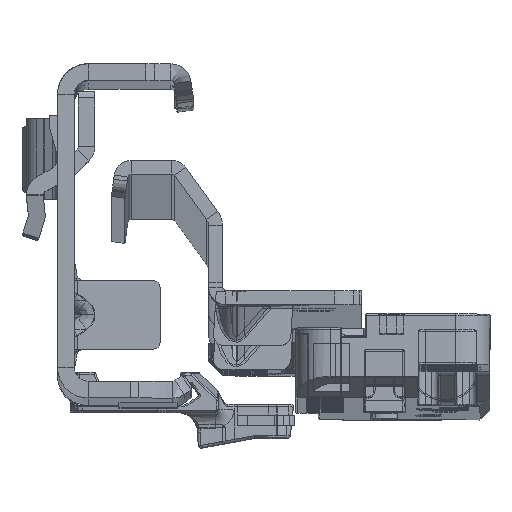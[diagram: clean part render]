
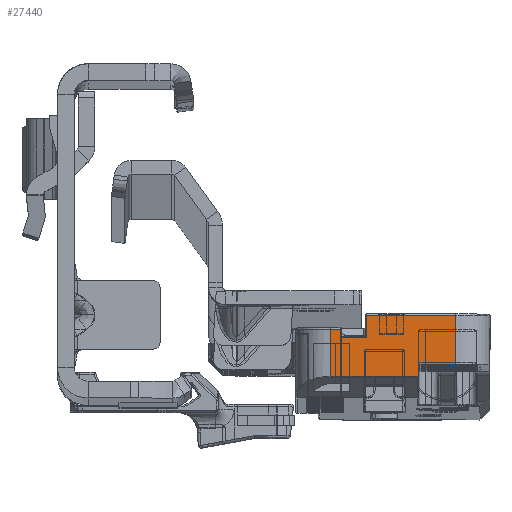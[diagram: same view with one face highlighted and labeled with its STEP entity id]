
A CAD part, top view. The second image highlights one B-rep face of the part: STEP entity #27440.
In plain terms, the highlighted face is planar.
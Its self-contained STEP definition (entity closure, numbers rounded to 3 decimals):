
#3310 = CARTESIAN_POINT ( 'NONE',  ( -8.3, -5., -284.5 ) ) ;
#7163 = LINE ( 'NONE', #38630, #69734 ) ;
#7654 = AXIS2_PLACEMENT_3D ( 'NONE', #100148, #19070, #58375 ) ;
#9434 = EDGE_LOOP ( 'NONE', ( #40318, #121342, #119944, #19472, #24008, #35985, #27994, #116284, #94689, #57912, #78389, #28433 ) ) ;
#10462 = CARTESIAN_POINT ( 'NONE',  ( -0.7, 2.1, -284.5 ) ) ;
#15989 = VECTOR ( 'NONE', #94403, 1000. ) ;
#17800 = CARTESIAN_POINT ( 'NONE',  ( 19.8, -1.15, -284.5 ) ) ;
#19004 = EDGE_CURVE ( 'NONE', #53205, #72416, #59305, .T. ) ;
#19070 = DIRECTION ( 'NONE',  ( 0., 0., 1. ) ) ;
#19472 = ORIENTED_EDGE ( 'NONE', *, *, #53073, .F. ) ;
#19587 = EDGE_CURVE ( 'NONE', #47695, #42192, #72233, .T. ) ;
#20063 = CARTESIAN_POINT ( 'NONE',  ( -8.5, -5., -284.5 ) ) ;
#20895 = CARTESIAN_POINT ( 'NONE',  ( 4.6, -242.444, -284.5 ) ) ;
#21365 = DIRECTION ( 'NONE',  ( 1., 0., 0. ) ) ;
#24008 = ORIENTED_EDGE ( 'NONE', *, *, #63166, .T. ) ;
#25790 = VECTOR ( 'NONE', #25839, 1000. ) ;
#25839 = DIRECTION ( 'NONE',  ( 1., 0., 0. ) ) ;
#27370 = CARTESIAN_POINT ( 'NONE',  ( 4.6, -6.785, -284.5 ) ) ;
#27440 = ADVANCED_FACE ( 'NONE', ( #119443 ), #31277, .F. ) ;
#27994 = ORIENTED_EDGE ( 'NONE', *, *, #78826, .F. ) ;
#28433 = ORIENTED_EDGE ( 'NONE', *, *, #63247, .T. ) ;
#31277 = PLANE ( 'NONE',  #7654 ) ;
#34955 = LINE ( 'NONE', #74241, #35362 ) ;
#35362 = VECTOR ( 'NONE', #44002, 1000. ) ;
#35985 = ORIENTED_EDGE ( 'NONE', *, *, #80797, .T. ) ;
#37102 = VERTEX_POINT ( 'NONE', #109859 ) ;
#38499 = EDGE_CURVE ( 'NONE', #37102, #79695, #125592, .T. ) ;
#38630 = CARTESIAN_POINT ( 'NONE',  ( -8.3, -6.785, -284.5 ) ) ;
#40318 = ORIENTED_EDGE ( 'NONE', *, *, #127389, .T. ) ;
#41225 = CARTESIAN_POINT ( 'NONE',  ( -8.3, -6.669, -284.5 ) ) ;
#42192 = VERTEX_POINT ( 'NONE', #20063 ) ;
#43331 = EDGE_CURVE ( 'NONE', #53205, #42192, #91507, .T. ) ;
#44002 = DIRECTION ( 'NONE',  ( 0., -1., 0. ) ) ;
#44021 = CARTESIAN_POINT ( 'NONE',  ( -13.7, -5., -284.5 ) ) ;
#45521 = CARTESIAN_POINT ( 'NONE',  ( -8.3, -6.669, -284.5 ) ) ;
#46339 = CARTESIAN_POINT ( 'NONE',  ( 3.15, -1.15, -284.5 ) ) ;
#47695 = VERTEX_POINT ( 'NONE', #64558 ) ;
#49769 = LINE ( 'NONE', #10462, #100964 ) ;
#50910 = CARTESIAN_POINT ( 'NONE',  ( -0.75, -0.9, -284.5 ) ) ;
#52450 = DIRECTION ( 'NONE',  ( 0., 1., 0. ) ) ;
#53073 = EDGE_CURVE ( 'NONE', #117659, #79695, #80114, .T. ) ;
#53205 = VERTEX_POINT ( 'NONE', #44021 ) ;
#54032 = CARTESIAN_POINT ( 'NONE',  ( 4.6, 0.1, -284.5 ) ) ;
#55036 = CARTESIAN_POINT ( 'NONE',  ( -0.75, 2.1, -284.5 ) ) ;
#55859 = LINE ( 'NONE', #17800, #92035 ) ;
#56747 = CARTESIAN_POINT ( 'NONE',  ( 4.6, 0.1, -284.5 ) ) ;
#57912 = ORIENTED_EDGE ( 'NONE', *, *, #19004, .T. ) ;
#58289 = CARTESIAN_POINT ( 'NONE',  ( -0.75, -1.15, -284.5 ) ) ;
#58375 = DIRECTION ( 'NONE',  ( 1., 0., 0. ) ) ;
#59305 = LINE ( 'NONE', #88901, #102639 ) ;
#59462 = CARTESIAN_POINT ( 'NONE',  ( 3.15, 0.1, -284.5 ) ) ;
#59918 = LINE ( 'NONE', #50910, #63596 ) ;
#62478 = CARTESIAN_POINT ( 'NONE',  ( -8.291, -6.749, -284.5 ) ) ;
#63166 = EDGE_CURVE ( 'NONE', #117659, #69521, #7163, .T. ) ;
#63247 = EDGE_CURVE ( 'NONE', #110398, #124013, #59918, .T. ) ;
#63596 = VECTOR ( 'NONE', #79195, 1000. ) ;
#63720 = VECTOR ( 'NONE', #21365, 1000. ) ;
#64558 = CARTESIAN_POINT ( 'NONE',  ( -8.3, -5.2, -284.5 ) ) ;
#69521 = VERTEX_POINT ( 'NONE', #104561 ) ;
#69734 = VECTOR ( 'NONE', #114609, 1000. ) ;
#72233 = CIRCLE ( 'NONE', #117373, 0.2 ) ;
#72416 = VERTEX_POINT ( 'NONE', #96618 ) ;
#74241 = CARTESIAN_POINT ( 'NONE',  ( -8.3, 0., -284.5 ) ) ;
#75771 = DIRECTION ( 'NONE',  ( 1., 0., 0. ) ) ;
#78389 = ORIENTED_EDGE ( 'NONE', *, *, #96346, .T. ) ;
#78826 = EDGE_CURVE ( 'NONE', #47695, #90931, #34955, .T. ) ;
#79195 = DIRECTION ( 'NONE',  ( 0., -1., 0. ) ) ;
#79695 = VERTEX_POINT ( 'NONE', #54032 ) ;
#80114 = LINE ( 'NONE', #20895, #81702 ) ;
#80797 = EDGE_CURVE ( 'NONE', #69521, #90931, #89926, .T. ) ;
#81702 = VECTOR ( 'NONE', #52450, 1000. ) ;
#82973 = VERTEX_POINT ( 'NONE', #46339 ) ;
#84637 = CARTESIAN_POINT ( 'NONE',  ( -8.5, -5.2, -284.5 ) ) ;
#88901 = CARTESIAN_POINT ( 'NONE',  ( -13.7, 2., -284.5 ) ) ;
#89926 =( BOUNDED_CURVE ( )  B_SPLINE_CURVE ( 3, ( #111951, #62478, #110710, #41225 ),
 .UNSPECIFIED., .F., .F. ) 
 B_SPLINE_CURVE_WITH_KNOTS ( ( 4, 4 ),
 ( 1.047, 1.571 ),
 .UNSPECIFIED. ) 
 CURVE ( )  GEOMETRIC_REPRESENTATION_ITEM ( )  RATIONAL_B_SPLINE_CURVE ( ( 1., 0.977, 0.977, 1. ) ) 
 REPRESENTATION_ITEM ( '' )  );
#90931 = VERTEX_POINT ( 'NONE', #45521 ) ;
#90943 = EDGE_CURVE ( 'NONE', #82973, #37102, #127014, .T. ) ;
#91507 = LINE ( 'NONE', #3310, #63720 ) ;
#92035 = VECTOR ( 'NONE', #75771, 1000. ) ;
#94403 = DIRECTION ( 'NONE',  ( 0., 1., 0. ) ) ;
#94689 = ORIENTED_EDGE ( 'NONE', *, *, #43331, .F. ) ;
#94901 = DIRECTION ( 'NONE',  ( 1., 0., 0. ) ) ;
#96346 = EDGE_CURVE ( 'NONE', #72416, #110398, #49769, .T. ) ;
#96618 = CARTESIAN_POINT ( 'NONE',  ( -13.7, 2.1, -284.5 ) ) ;
#100148 = CARTESIAN_POINT ( 'NONE',  ( 19.8, 2.6, -284.5 ) ) ;
#100964 = VECTOR ( 'NONE', #108274, 1000. ) ;
#102639 = VECTOR ( 'NONE', #117180, 1000. ) ;
#104561 = CARTESIAN_POINT ( 'NONE',  ( -8.273, -6.785, -284.5 ) ) ;
#108274 = DIRECTION ( 'NONE',  ( 1., 0., 0. ) ) ;
#109859 = CARTESIAN_POINT ( 'NONE',  ( 3.15, 0.1, -284.5 ) ) ;
#110398 = VERTEX_POINT ( 'NONE', #55036 ) ;
#110710 = CARTESIAN_POINT ( 'NONE',  ( -8.3, -6.71, -284.5 ) ) ;
#111951 = CARTESIAN_POINT ( 'NONE',  ( -8.273, -6.785, -284.5 ) ) ;
#114609 = DIRECTION ( 'NONE',  ( -1., 0., 0. ) ) ;
#116284 = ORIENTED_EDGE ( 'NONE', *, *, #19587, .T. ) ;
#117180 = DIRECTION ( 'NONE',  ( 0., 1., 0. ) ) ;
#117373 = AXIS2_PLACEMENT_3D ( 'NONE', #84637, #123219, #94901 ) ;
#117659 = VERTEX_POINT ( 'NONE', #27370 ) ;
#119443 = FACE_OUTER_BOUND ( 'NONE', #9434, .T. ) ;
#119944 = ORIENTED_EDGE ( 'NONE', *, *, #38499, .T. ) ;
#121342 = ORIENTED_EDGE ( 'NONE', *, *, #90943, .T. ) ;
#123219 = DIRECTION ( 'NONE',  ( 0., 0., 1. ) ) ;
#124013 = VERTEX_POINT ( 'NONE', #58289 ) ;
#125592 = LINE ( 'NONE', #56747, #25790 ) ;
#127014 = LINE ( 'NONE', #59462, #15989 ) ;
#127389 = EDGE_CURVE ( 'NONE', #124013, #82973, #55859, .T. ) ;
